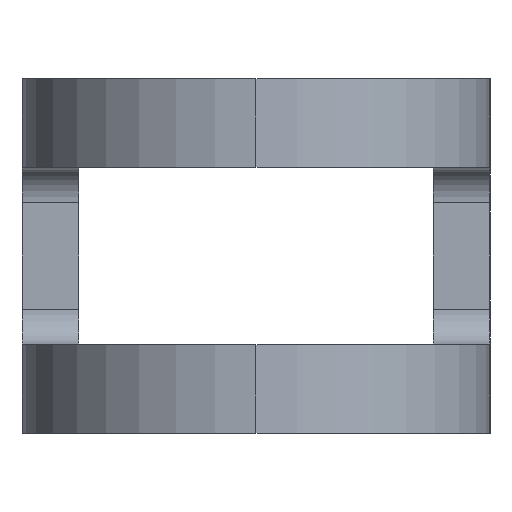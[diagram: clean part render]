
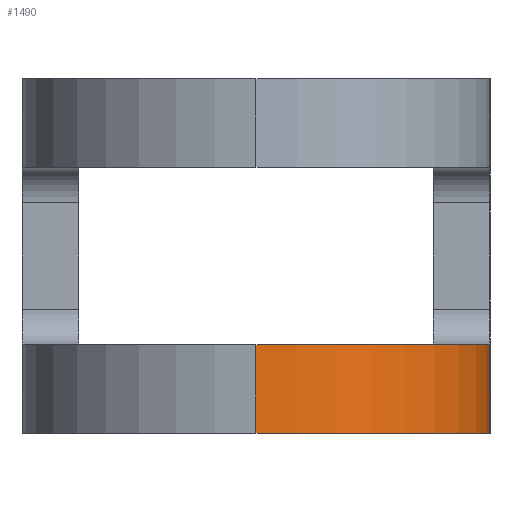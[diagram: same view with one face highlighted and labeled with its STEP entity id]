
A CAD part, left-side view. The second image highlights one B-rep face of the part: STEP entity #1490.
In plain terms, the highlighted cylindrical face has radius 33 mm (diameter 66 mm), a partial arc.
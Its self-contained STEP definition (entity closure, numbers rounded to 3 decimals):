
#24 = DIRECTION ( 'NONE',  ( 0., 0., -1. ) ) ;
#166 = EDGE_CURVE ( 'NONE', #309, #1538, #1495, .T. ) ;
#188 = AXIS2_PLACEMENT_3D ( 'NONE', #1123, #24, #1529 ) ;
#243 = DIRECTION ( 'NONE',  ( 1., 0., 0. ) ) ;
#293 = ORIENTED_EDGE ( 'NONE', *, *, #799, .T. ) ;
#309 = VERTEX_POINT ( 'NONE', #469 ) ;
#310 = DIRECTION ( 'NONE',  ( 0., 0., -1. ) ) ;
#371 = CARTESIAN_POINT ( 'NONE',  ( 0., 0., -25. ) ) ;
#469 = CARTESIAN_POINT ( 'NONE',  ( 0., -33., -12.5 ) ) ;
#470 = EDGE_LOOP ( 'NONE', ( #726, #1590, #293, #1437 ) ) ;
#477 = VERTEX_POINT ( 'NONE', #644 ) ;
#534 = DIRECTION ( 'NONE',  ( 0., 0., 1. ) ) ;
#562 = CARTESIAN_POINT ( 'NONE',  ( 0., 0., 25. ) ) ;
#632 = VECTOR ( 'NONE', #825, 1000. ) ;
#644 = CARTESIAN_POINT ( 'NONE',  ( 0., -33., -25. ) ) ;
#674 = CARTESIAN_POINT ( 'NONE',  ( 0., -33., 25. ) ) ;
#712 = DIRECTION ( 'NONE',  ( 0., 0., -1. ) ) ;
#726 = ORIENTED_EDGE ( 'NONE', *, *, #166, .T. ) ;
#756 = AXIS2_PLACEMENT_3D ( 'NONE', #562, #712, #1251 ) ;
#799 = EDGE_CURVE ( 'NONE', #1387, #477, #1710, .T. ) ;
#820 = VECTOR ( 'NONE', #310, 1000. ) ;
#825 = DIRECTION ( 'NONE',  ( 0., 0., -1. ) ) ;
#1123 = CARTESIAN_POINT ( 'NONE',  ( 0., 0., -12.5 ) ) ;
#1233 = CARTESIAN_POINT ( 'NONE',  ( -33., 0., 25. ) ) ;
#1243 = CYLINDRICAL_SURFACE ( 'NONE', #756, 33. ) ;
#1251 = DIRECTION ( 'NONE',  ( -1., 0., 0. ) ) ;
#1296 = EDGE_CURVE ( 'NONE', #309, #477, #1619, .T. ) ;
#1370 = FACE_OUTER_BOUND ( 'NONE', #470, .T. ) ;
#1387 = VERTEX_POINT ( 'NONE', #1516 ) ;
#1399 = AXIS2_PLACEMENT_3D ( 'NONE', #371, #534, #243 ) ;
#1410 = CARTESIAN_POINT ( 'NONE',  ( -33., 0., -12.5 ) ) ;
#1437 = ORIENTED_EDGE ( 'NONE', *, *, #1296, .F. ) ;
#1490 = ADVANCED_FACE ( 'NONE', ( #1370 ), #1243, .T. ) ;
#1495 = CIRCLE ( 'NONE', #188, 33. ) ;
#1516 = CARTESIAN_POINT ( 'NONE',  ( -33., 0., -25. ) ) ;
#1529 = DIRECTION ( 'NONE',  ( -1., 0., 0. ) ) ;
#1538 = VERTEX_POINT ( 'NONE', #1410 ) ;
#1590 = ORIENTED_EDGE ( 'NONE', *, *, #1736, .T. ) ;
#1619 = LINE ( 'NONE', #674, #632 ) ;
#1676 = LINE ( 'NONE', #1233, #820 ) ;
#1710 = CIRCLE ( 'NONE', #1399, 33. ) ;
#1736 = EDGE_CURVE ( 'NONE', #1538, #1387, #1676, .T. ) ;
